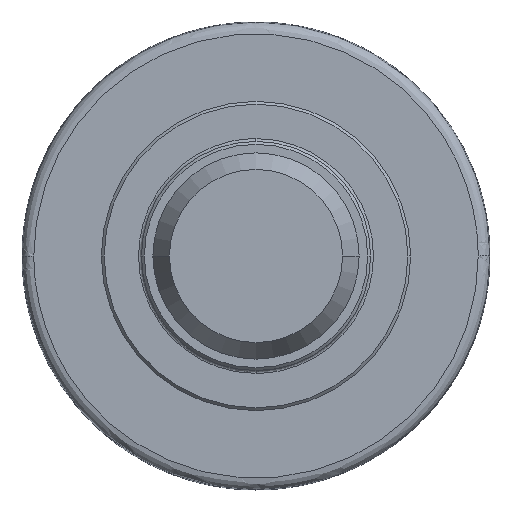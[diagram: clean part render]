
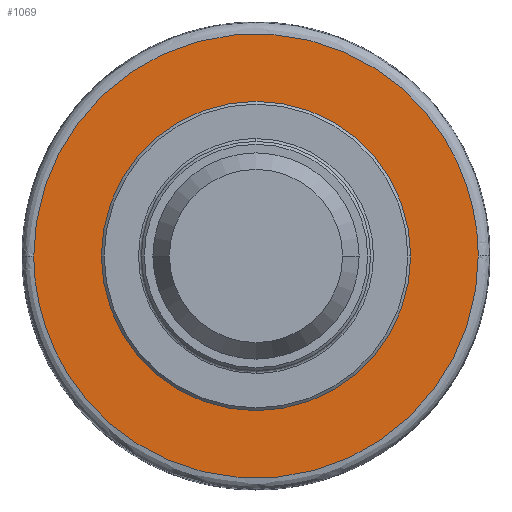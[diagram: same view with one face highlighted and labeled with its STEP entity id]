
A CAD part, left-side view. The second image highlights one B-rep face of the part: STEP entity #1069.
In plain terms, the highlighted planar face has unit normal (-1, 0, 0).
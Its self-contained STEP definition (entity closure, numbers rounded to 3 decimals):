
#34 = AXIS2_PLACEMENT_3D ( 'NONE', #1467, #1468, #1469 ) ;
#90 = AXIS2_PLACEMENT_3D ( 'NONE', #1799, #1804, #1805 ) ;
#170 = FACE_OUTER_BOUND ( 'NONE', #601, .T. ) ;
#172 = FACE_BOUND ( 'NONE', #612, .T. ) ;
#212 = VERTEX_POINT ( 'NONE', #278 ) ;
#239 = VERTEX_POINT ( 'NONE', #302 ) ;
#243 = VERTEX_POINT ( 'NONE', #306 ) ;
#246 = VERTEX_POINT ( 'NONE', #309 ) ;
#278 = CARTESIAN_POINT ( 'NONE',  ( 22., -38.785, 0. ) ) ;
#302 = CARTESIAN_POINT ( 'NONE',  ( 22., 0., 26. ) ) ;
#306 = CARTESIAN_POINT ( 'NONE',  ( 22., 38.785, 0. ) ) ;
#309 = CARTESIAN_POINT ( 'NONE',  ( 22., 0., -26. ) ) ;
#465 = CARTESIAN_POINT ( 'NONE',  ( 22., -38.785, 0. ) ) ;
#469 = CARTESIAN_POINT ( 'NONE',  ( 22., -38.785, -77.571 ) ) ;
#470 = CARTESIAN_POINT ( 'NONE',  ( 22., 38.785, -77.571 ) ) ;
#471 = CARTESIAN_POINT ( 'NONE',  ( 22., 38.785, 0. ) ) ;
#485 = EDGE_CURVE ( 'NONE', #212, #243, #1017, .T. ) ;
#494 = EDGE_CURVE ( 'NONE', #246, #239, #873, .T. ) ;
#563 = EDGE_CURVE ( 'NONE', #243, #212, #1019, .T. ) ;
#567 = EDGE_CURVE ( 'NONE', #239, #246, #960, .T. ) ;
#589 = AXIS2_PLACEMENT_3D ( 'NONE', #1091, #1092, #1093 ) ;
#601 = EDGE_LOOP ( 'NONE', ( #821, #822 ) ) ;
#612 = EDGE_LOOP ( 'NONE', ( #819, #820 ) ) ;
#819 = ORIENTED_EDGE ( 'NONE', *, *, #494, .T. ) ;
#820 = ORIENTED_EDGE ( 'NONE', *, *, #567, .T. ) ;
#821 = ORIENTED_EDGE ( 'NONE', *, *, #563, .F. ) ;
#822 = ORIENTED_EDGE ( 'NONE', *, *, #485, .F. ) ;
#873 = CIRCLE ( 'NONE', #589, 26. ) ;
#960 = CIRCLE ( 'NONE', #34, 26. ) ;
#1017 =( BOUNDED_CURVE ( )  B_SPLINE_CURVE ( 3, ( #465, #469, #470, #471 ),
 .UNSPECIFIED., .F., .T. ) 
 B_SPLINE_CURVE_WITH_KNOTS ( ( 4, 4 ),
 ( 0.25, 0.75 ),
 .UNSPECIFIED. ) 
 CURVE ( )  GEOMETRIC_REPRESENTATION_ITEM ( )  RATIONAL_B_SPLINE_CURVE ( ( 1., 0.333, 0.333, 1. ) ) 
 REPRESENTATION_ITEM ( '' )  );
#1019 =( BOUNDED_CURVE ( )  B_SPLINE_CURVE ( 3, ( #1407, #1412, #1413, #1414 ),
 .UNSPECIFIED., .F., .T. ) 
 B_SPLINE_CURVE_WITH_KNOTS ( ( 4, 4 ),
 ( 0.75, 1.25 ),
 .UNSPECIFIED. ) 
 CURVE ( )  GEOMETRIC_REPRESENTATION_ITEM ( )  RATIONAL_B_SPLINE_CURVE ( ( 1., 0.333, 0.333, 1. ) ) 
 REPRESENTATION_ITEM ( '' )  );
#1069 = ADVANCED_FACE ( 'NONE', ( #172, #170 ), #1803, .T. ) ;
#1091 = CARTESIAN_POINT ( 'NONE',  ( 22., 0., 0. ) ) ;
#1092 = DIRECTION ( 'NONE',  ( 1., 0., 0. ) ) ;
#1093 = DIRECTION ( 'NONE',  ( 0., 0., -1. ) ) ;
#1407 = CARTESIAN_POINT ( 'NONE',  ( 22., 38.785, 0. ) ) ;
#1412 = CARTESIAN_POINT ( 'NONE',  ( 22., 38.785, 77.571 ) ) ;
#1413 = CARTESIAN_POINT ( 'NONE',  ( 22., -38.785, 77.571 ) ) ;
#1414 = CARTESIAN_POINT ( 'NONE',  ( 22., -38.785, 0. ) ) ;
#1467 = CARTESIAN_POINT ( 'NONE',  ( 22., 0., 0. ) ) ;
#1468 = DIRECTION ( 'NONE',  ( 1., 0., 0. ) ) ;
#1469 = DIRECTION ( 'NONE',  ( 0., 0., -1. ) ) ;
#1799 = CARTESIAN_POINT ( 'NONE',  ( 22., 0., 35.078 ) ) ;
#1803 = PLANE ( 'NONE',  #90 ) ;
#1804 = DIRECTION ( 'NONE',  ( -1., 0., 0. ) ) ;
#1805 = DIRECTION ( 'NONE',  ( 0., 0., 1. ) ) ;
